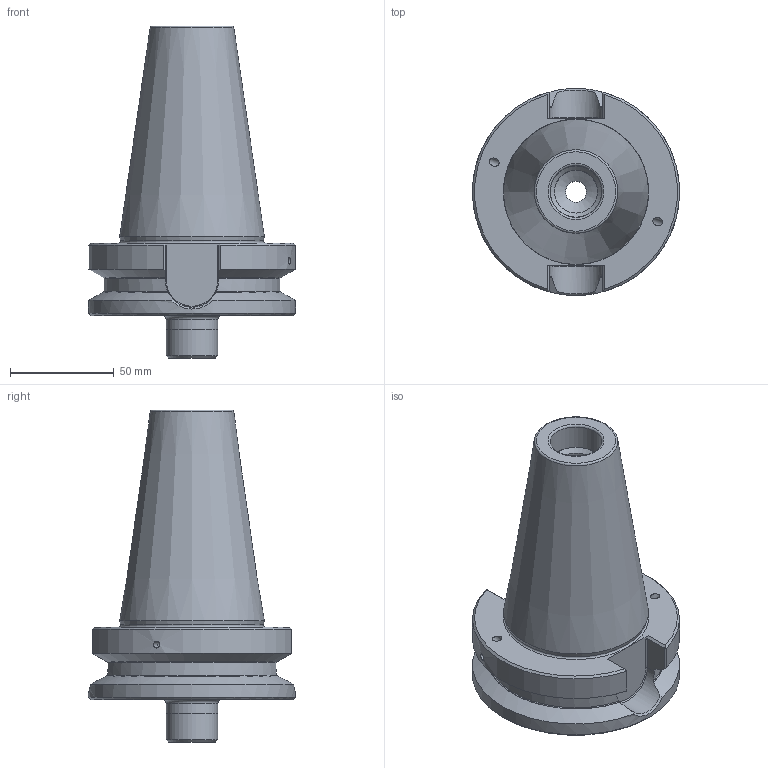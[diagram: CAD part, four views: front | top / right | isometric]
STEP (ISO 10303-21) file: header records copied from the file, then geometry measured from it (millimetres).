
FILE_DESCRIPTION(/* description */ (''),/* implementation_level */ '2;1');
FILE_NAME(/* name */ '215012033.stp',/* time_stamp */ '2021-01-08T12:37:15',/* author */ ('LRA'),/* organization */ ('REGO-FIX'),/* preprocessor_version */ ' Unknown',/* originating_system */ 'SIEMENS PLM Software Solid Edge ST10',/* authorization */ 'Unknown');
FILE_SCHEMA (('AUTOMOTIVE_DESIGN { 1 0 10303 214 2 1 1}'));
Length unit declared in the file: millimetre
Products named in the file (1): NOCUT
Bounding box: 100 x 100 x 160.3 mm (x, y, z)
Volume: 461418.7 mm3; surface area: 55542.4 mm2
Topology: 1 solids, 1 shells, 82 faces, 213 edges, 134 vertices
Faces by surface type: plane 27, cylinder 26, cone 16, torus 11, bspline 2
Full cylindrical faces by diameter (mm): 3.242 x6, 3.9 x2, 10.106 x1, 13.5 x1, 20.752 x2, 25 x3, 100 x1
Entity records: 3065 total; most frequent: CARTESIAN_POINT 711, DIRECTION 348, ORIENTED_EDGE 330, EDGE_CURVE 165, AXIS2_PLACEMENT_3D 147, FACE_BOUND 128, EDGE_LOOP 126, VERTEX_POINT 121
